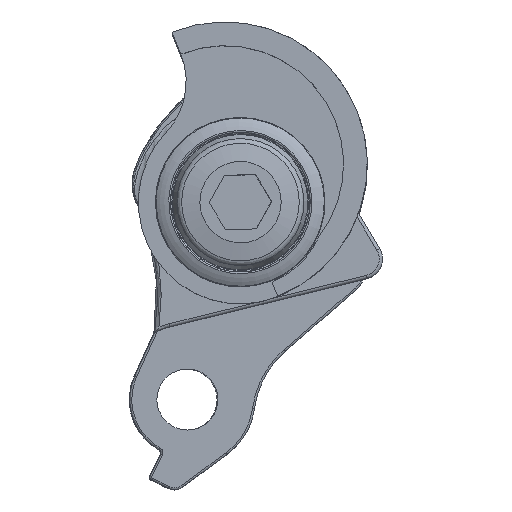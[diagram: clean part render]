
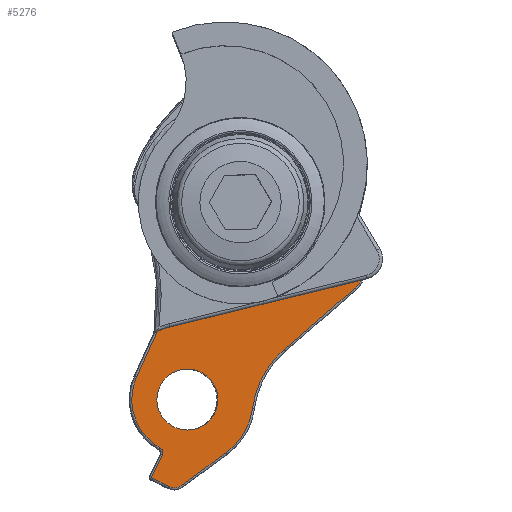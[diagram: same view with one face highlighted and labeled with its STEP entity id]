
A CAD part, top view. The second image highlights one B-rep face of the part: STEP entity #5276.
In plain terms, the highlighted face is planar.
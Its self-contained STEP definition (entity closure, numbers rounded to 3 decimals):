
#197=FACE_BOUND('',#852,.T.);
#244=PLANE('',#5795);
#514=FACE_OUTER_BOUND('',#851,.T.);
#851=EDGE_LOOP('',(#4011,#4012,#4013,#4014,#4015,#4016,#4017,#4018,#4019,
#4020,#4021,#4022,#4023,#4024));
#852=EDGE_LOOP('',(#4025));
#1204=LINE('',#11722,#1473);
#1206=LINE('',#11743,#1475);
#1207=LINE('',#11749,#1476);
#1208=LINE('',#11753,#1477);
#1209=LINE('',#11757,#1478);
#1210=LINE('',#11763,#1479);
#1473=VECTOR('',#6793,7.332);
#1475=VECTOR('',#6803,29.06);
#1476=VECTOR('',#6808,3.514);
#1477=VECTOR('',#6811,2.787);
#1478=VECTOR('',#6814,8.234);
#1479=VECTOR('',#6819,13.858);
#1754=CIRCLE('',#5793,11.);
#1756=CIRCLE('',#5796,8.2);
#1757=CIRCLE('',#5797,0.8);
#1758=CIRCLE('',#5798,0.2);
#1759=CIRCLE('',#5799,1.7);
#1760=CIRCLE('',#5800,9.7);
#1761=CIRCLE('',#5801,13.9);
#1762=CIRCLE('',#5802,3.2);
#1763=CIRCLE('',#5803,4.5);
#2381=VERTEX_POINT('',#11719);
#2382=VERTEX_POINT('',#11721);
#2383=VERTEX_POINT('',#11736);
#2385=VERTEX_POINT('',#11742);
#2386=VERTEX_POINT('',#11744);
#2387=VERTEX_POINT('',#11746);
#2388=VERTEX_POINT('',#11748);
#2389=VERTEX_POINT('',#11750);
#2390=VERTEX_POINT('',#11752);
#2391=VERTEX_POINT('',#11754);
#2392=VERTEX_POINT('',#11756);
#2393=VERTEX_POINT('',#11758);
#2394=VERTEX_POINT('',#11760);
#2395=VERTEX_POINT('',#11762);
#2396=VERTEX_POINT('',#11765);
#2986=EDGE_CURVE('',#2381,#2382,#1204,.T.);
#2988=EDGE_CURVE('',#2382,#2383,#1754,.T.);
#2991=EDGE_CURVE('',#2383,#2385,#1206,.T.);
#2992=EDGE_CURVE('',#2386,#2381,#1756,.T.);
#2993=EDGE_CURVE('',#2387,#2386,#1757,.T.);
#2994=EDGE_CURVE('',#2388,#2387,#1207,.T.);
#2995=EDGE_CURVE('',#2389,#2388,#1758,.T.);
#2996=EDGE_CURVE('',#2390,#2389,#1208,.T.);
#2997=EDGE_CURVE('',#2391,#2390,#1759,.T.);
#2998=EDGE_CURVE('',#2392,#2391,#1209,.T.);
#2999=EDGE_CURVE('',#2393,#2392,#1760,.T.);
#3000=EDGE_CURVE('',#2394,#2393,#1761,.T.);
#3001=EDGE_CURVE('',#2395,#2394,#1210,.T.);
#3002=EDGE_CURVE('',#2385,#2395,#1762,.T.);
#3003=EDGE_CURVE('',#2396,#2396,#1763,.T.);
#4011=ORIENTED_EDGE('',*,*,#2991,.F.);
#4012=ORIENTED_EDGE('',*,*,#2988,.F.);
#4013=ORIENTED_EDGE('',*,*,#2986,.F.);
#4014=ORIENTED_EDGE('',*,*,#2992,.F.);
#4015=ORIENTED_EDGE('',*,*,#2993,.F.);
#4016=ORIENTED_EDGE('',*,*,#2994,.F.);
#4017=ORIENTED_EDGE('',*,*,#2995,.F.);
#4018=ORIENTED_EDGE('',*,*,#2996,.F.);
#4019=ORIENTED_EDGE('',*,*,#2997,.F.);
#4020=ORIENTED_EDGE('',*,*,#2998,.F.);
#4021=ORIENTED_EDGE('',*,*,#2999,.F.);
#4022=ORIENTED_EDGE('',*,*,#3000,.F.);
#4023=ORIENTED_EDGE('',*,*,#3001,.F.);
#4024=ORIENTED_EDGE('',*,*,#3002,.F.);
#4025=ORIENTED_EDGE('',*,*,#3003,.F.);
#5276=ADVANCED_FACE('',(#514,#197),#244,.F.);
#5793=AXIS2_PLACEMENT_3D('',#11737,#6796,#6797);
#5795=AXIS2_PLACEMENT_3D('',#11741,#6801,#6802);
#5796=AXIS2_PLACEMENT_3D('',#11745,#6804,#6805);
#5797=AXIS2_PLACEMENT_3D('',#11747,#6806,#6807);
#5798=AXIS2_PLACEMENT_3D('',#11751,#6809,#6810);
#5799=AXIS2_PLACEMENT_3D('',#11755,#6812,#6813);
#5800=AXIS2_PLACEMENT_3D('',#11759,#6815,#6816);
#5801=AXIS2_PLACEMENT_3D('',#11761,#6817,#6818);
#5802=AXIS2_PLACEMENT_3D('',#11764,#6820,#6821);
#5803=AXIS2_PLACEMENT_3D('',#11766,#6822,#6823);
#6793=DIRECTION('',(0.,0.428,0.904));
#6796=DIRECTION('center_axis',(-1.,0.,0.));
#6797=DIRECTION('ref_axis',(0.,-0.388,0.921));
#6801=DIRECTION('center_axis',(-1.,0.,0.));
#6802=DIRECTION('ref_axis',(0.,0.,-1.));
#6803=DIRECTION('',(0.,0.975,0.223));
#6804=DIRECTION('center_axis',(-1.,0.,0.));
#6805=DIRECTION('ref_axis',(0.,-0.503,-0.864));
#6806=DIRECTION('center_axis',(1.,0.,0.));
#6807=DIRECTION('ref_axis',(0.,0.891,-0.454));
#6808=DIRECTION('',(0.,0.454,0.891));
#6809=DIRECTION('center_axis',(-1.,0.,0.));
#6810=DIRECTION('ref_axis',(0.,-0.454,-0.891));
#6811=DIRECTION('',(0.,-0.891,0.454));
#6812=DIRECTION('center_axis',(-1.,0.,0.));
#6813=DIRECTION('ref_axis',(0.,0.58,-0.814));
#6814=DIRECTION('',(0.,-0.814,-0.58));
#6815=DIRECTION('center_axis',(-1.,0.,0.));
#6816=DIRECTION('ref_axis',(0.,0.989,-0.149));
#6817=DIRECTION('center_axis',(1.,0.,0.));
#6818=DIRECTION('ref_axis',(0.,-0.643,0.766));
#6819=DIRECTION('',(0.,-0.766,-0.643));
#6820=DIRECTION('center_axis',(-1.,0.,0.));
#6821=DIRECTION('ref_axis',(0.,0.913,-0.408));
#6822=DIRECTION('center_axis',(1.,0.,0.));
#6823=DIRECTION('ref_axis',(0.,-1.,0.));
#11719=CARTESIAN_POINT('',(5.,-15.411,-25.404));
#11721=CARTESIAN_POINT('',(5.,-12.273,-18.778));
#11722=CARTESIAN_POINT('',(5.,-15.411,-25.404));
#11736=CARTESIAN_POINT('',(5.,-10.448,-18.19));
#11737=CARTESIAN_POINT('Origin',(5.,-8.,-28.914));
#11741=CARTESIAN_POINT('Origin',(5.,0.,0.));
#11742=CARTESIAN_POINT('',(5.,17.883,-11.721));
#11743=CARTESIAN_POINT('',(5.,-10.448,-18.19));
#11744=CARTESIAN_POINT('',(5.,-12.123,-36.002));
#11745=CARTESIAN_POINT('Origin',(5.,-8.,-28.914));
#11746=CARTESIAN_POINT('',(5.,-11.812,-37.057));
#11747=CARTESIAN_POINT('Origin',(5.,-12.525,-36.693));
#11748=CARTESIAN_POINT('',(5.,-13.408,-40.187));
#11749=CARTESIAN_POINT('',(5.,-13.408,-40.187));
#11750=CARTESIAN_POINT('',(5.,-13.32,-40.456));
#11751=CARTESIAN_POINT('Origin',(5.,-13.229,-40.278));
#11752=CARTESIAN_POINT('',(5.,-10.837,-41.722));
#11753=CARTESIAN_POINT('',(5.,-10.837,-41.722));
#11754=CARTESIAN_POINT('',(5.,-9.079,-41.592));
#11755=CARTESIAN_POINT('Origin',(5.,-10.065,-40.207));
#11756=CARTESIAN_POINT('',(5.,-2.372,-36.814));
#11757=CARTESIAN_POINT('',(5.,-2.372,-36.814));
#11758=CARTESIAN_POINT('',(5.,1.592,-30.355));
#11759=CARTESIAN_POINT('Origin',(5.,-8.,-28.914));
#11760=CARTESIAN_POINT('',(5.,6.403,-21.773));
#11761=CARTESIAN_POINT('Origin',(5.,15.338,-32.421));
#11762=CARTESIAN_POINT('',(5.,17.019,-12.866));
#11763=CARTESIAN_POINT('',(5.,17.019,-12.866));
#11764=CARTESIAN_POINT('Origin',(5.,14.962,-10.414));
#11765=CARTESIAN_POINT('',(5.,-12.5,-28.914));
#11766=CARTESIAN_POINT('Origin',(5.,-8.,-28.914));
